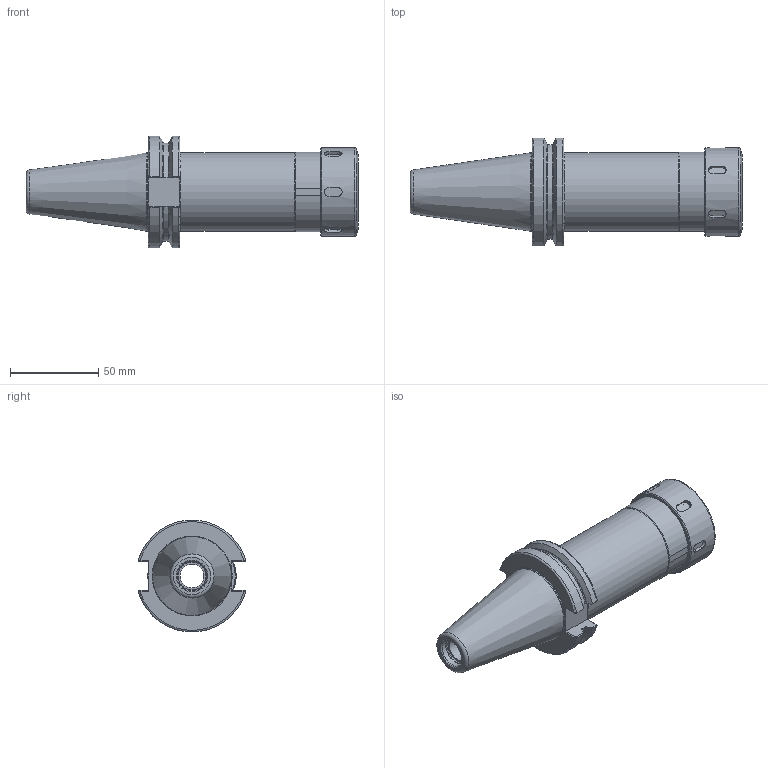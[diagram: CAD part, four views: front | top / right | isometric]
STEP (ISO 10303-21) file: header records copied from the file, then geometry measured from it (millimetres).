
FILE_DESCRIPTION(/* description */ (''),/* implementation_level */ '2;1');
FILE_NAME(/* name */ 'DCAT40-SX25M-0472.stp',/* time_stamp */ '2019-06-18T14:02:39-05:00',/* author */ ('ldfli'),/* organization */ ('Pioneer N.A.'),/* preprocessor_version */ 'ST-DEVELOPER v18',/* originating_system */ 'Autodesk Inventor LT',/* authorisation */ '');
FILE_SCHEMA (('AUTOMOTIVE_DESIGN { 1 0 10303 214 3 1 1 }'));
Length unit declared in the file: millimetre
Products named in the file (1): DCAT40-SX25M-0472
Bounding box: 188.25 x 61.14 x 63.31 mm (x, y, z)
Volume: 187761.6 mm3; surface area: 50327.9 mm2
Topology: 2 solids, 2 shells, 140 faces, 400 edges, 275 vertices
Faces by surface type: plane 58, cylinder 32, torus 22, bspline 16, cone 12
Full cylindrical faces by diameter (mm): 10 x1, 13.386 x1, 16.28 x1, 16.78 x1, 25.835 x1, 29 x1, 30 x1, 32.2 x1, 43.5 x1, 44.45 x2, 45.5 x1, 50 x1
Entity records: 5604 total; most frequent: CARTESIAN_POINT 1940, ORIENTED_EDGE 800, DIRECTION 725, EDGE_CURVE 400, AXIS2_PLACEMENT_3D 283, VERTEX_POINT 275, LINE 159, VECTOR 159
